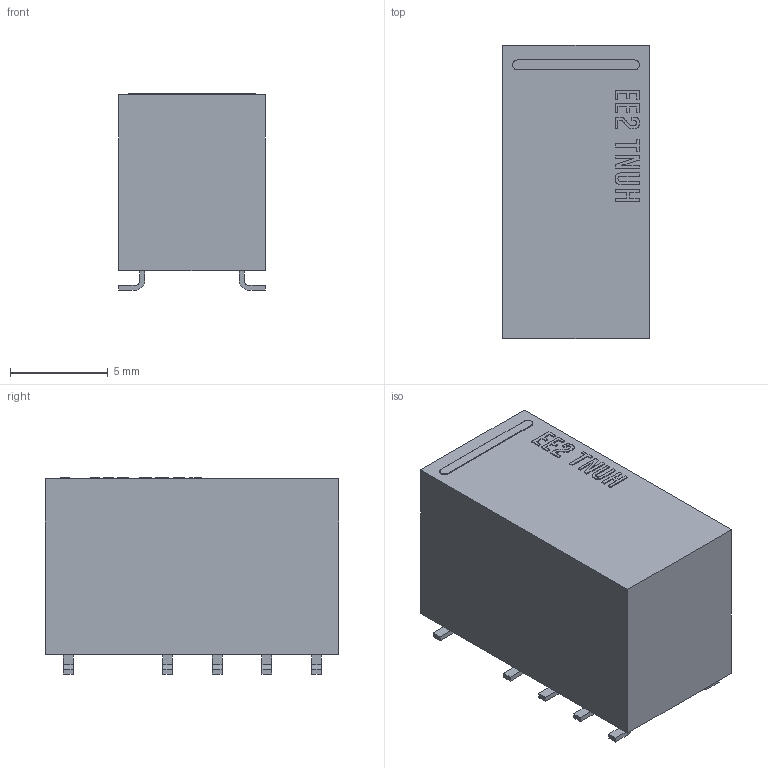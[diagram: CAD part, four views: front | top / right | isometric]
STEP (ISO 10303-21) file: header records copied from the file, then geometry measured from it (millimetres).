
FILE_DESCRIPTION(('FreeCAD Model'),'2;1');
FILE_NAME('Kemet_EE2-TNUH.step','2019-07-22T20:10:28',('Author'),(''), 'Open CASCADE STEP processor 7.3','FreeCAD','Unknown');
FILE_SCHEMA(('AUTOMOTIVE_DESIGN { 1 0 10303 214 1 1 1 1 }'));
Length unit declared in the file: millimetre
Products named in the file (1): EE2-TNUH
Bounding box: 7.5 x 15 x 10.05 mm (x, y, z)
Volume: 1007.4 mm3; surface area: 668.6 mm2
Topology: 1 solids, 1 shells, 230 faces, 624 edges, 416 vertices
Faces by surface type: plane 168, extrusion 36, cylinder 26
Entity records: 8835 total; most frequent: CARTESIAN_POINT 1487, ORIENTED_EDGE 1248, DIRECTION 1030, EDGE_CURVE 624, VECTOR 536, LINE 500, VERTEX_POINT 416, FACE_BOUND 250
